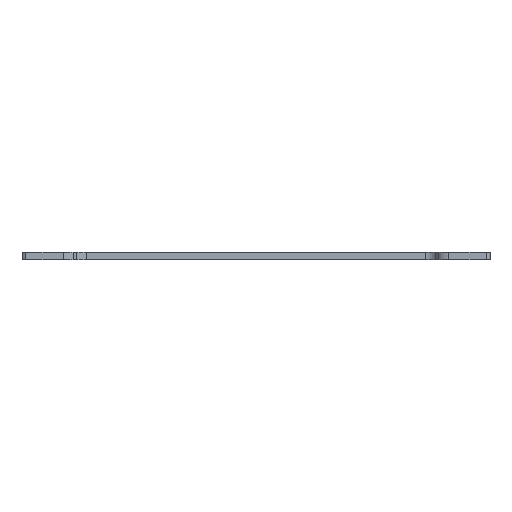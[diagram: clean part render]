
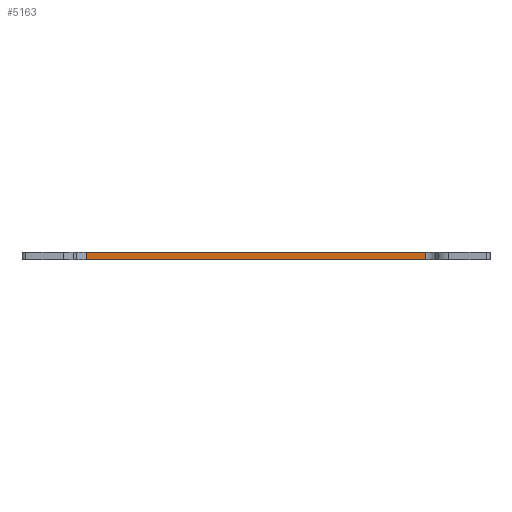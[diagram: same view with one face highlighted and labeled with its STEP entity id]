
A CAD part, front view. The second image highlights one B-rep face of the part: STEP entity #5163.
In plain terms, the highlighted planar face has unit normal (0, -1, 0).
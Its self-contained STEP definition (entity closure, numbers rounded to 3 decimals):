
#412=FACE_OUTER_BOUND('',#658,.T.);
#658=EDGE_LOOP('',(#3534,#3535,#3536,#3537));
#1051=LINE('',#7459,#1625);
#1052=LINE('',#7463,#1626);
#1053=LINE('',#7465,#1627);
#1054=LINE('',#7466,#1628);
#1625=VECTOR('',#5982,6.);
#1626=VECTOR('',#5987,258.892);
#1627=VECTOR('',#5988,6.);
#1628=VECTOR('',#5989,258.892);
#2214=VERTEX_POINT('',#7456);
#2215=VERTEX_POINT('',#7458);
#2216=VERTEX_POINT('',#7462);
#2217=VERTEX_POINT('',#7464);
#2752=EDGE_CURVE('',#2215,#2214,#1051,.T.);
#2754=EDGE_CURVE('',#2216,#2214,#1052,.T.);
#2755=EDGE_CURVE('',#2217,#2216,#1053,.T.);
#2756=EDGE_CURVE('',#2217,#2215,#1054,.T.);
#3534=ORIENTED_EDGE('',*,*,#2754,.F.);
#3535=ORIENTED_EDGE('',*,*,#2755,.F.);
#3536=ORIENTED_EDGE('',*,*,#2756,.T.);
#3537=ORIENTED_EDGE('',*,*,#2752,.T.);
#4985=PLANE('',#5452);
#5163=ADVANCED_FACE('',(#412),#4985,.T.);
#5452=AXIS2_PLACEMENT_3D('',#7461,#5985,#5986);
#5982=DIRECTION('',(1.,0.,0.));
#5985=DIRECTION('center_axis',(0.,-1.,0.));
#5986=DIRECTION('ref_axis',(0.,0.,-1.));
#5987=DIRECTION('',(0.,0.,-1.));
#5988=DIRECTION('',(1.,0.,0.));
#5989=DIRECTION('',(0.,0.,-1.));
#7456=CARTESIAN_POINT('',(3.,-16.,-129.446));
#7458=CARTESIAN_POINT('',(-3.,-16.,-129.446));
#7459=CARTESIAN_POINT('',(-3.,-16.,-129.446));
#7461=CARTESIAN_POINT('Origin',(-3.,-16.,0.));
#7462=CARTESIAN_POINT('',(3.,-16.,129.446));
#7463=CARTESIAN_POINT('',(3.,-16.,129.446));
#7464=CARTESIAN_POINT('',(-3.,-16.,129.446));
#7465=CARTESIAN_POINT('',(-3.,-16.,129.446));
#7466=CARTESIAN_POINT('',(-3.,-16.,129.446));
